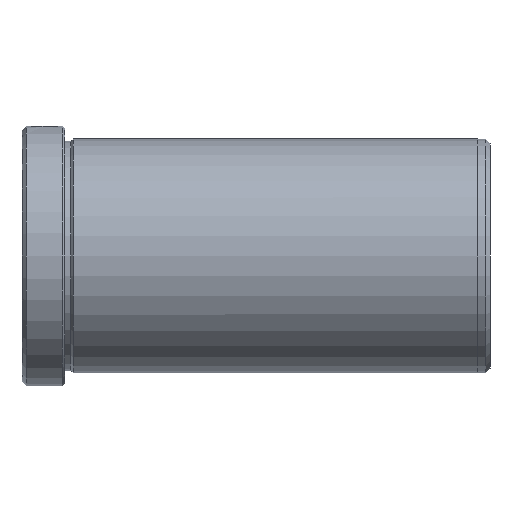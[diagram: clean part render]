
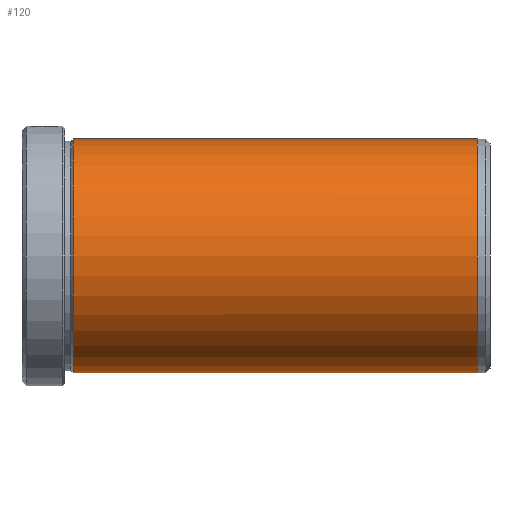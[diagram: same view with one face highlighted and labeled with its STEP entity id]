
A CAD part, left-side view. The second image highlights one B-rep face of the part: STEP entity #120.
In plain terms, the highlighted cylindrical face has radius 27.5 mm (diameter 55 mm), a partial arc.
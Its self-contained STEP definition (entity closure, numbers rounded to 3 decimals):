
#120 = ADVANCED_FACE ( 'NONE', ( #1403 ), #1732, .T. ) ;
#128 = CARTESIAN_POINT ( 'NONE',  ( 0., 0., 0. ) ) ;
#140 = DIRECTION ( 'NONE',  ( 0., 1., 0. ) ) ;
#256 = CARTESIAN_POINT ( 'NONE',  ( 0., -12., 27.5 ) ) ;
#333 = DIRECTION ( 'NONE',  ( 0., 1., 0. ) ) ;
#371 = VERTEX_POINT ( 'NONE', #1636 ) ;
#407 = CIRCLE ( 'NONE', #467, 27.5 ) ;
#411 = VERTEX_POINT ( 'NONE', #256 ) ;
#467 = AXIS2_PLACEMENT_3D ( 'NONE', #618, #1599, #763 ) ;
#475 = EDGE_CURVE ( 'NONE', #371, #411, #1010, .T. ) ;
#555 = AXIS2_PLACEMENT_3D ( 'NONE', #128, #140, #838 ) ;
#560 = AXIS2_PLACEMENT_3D ( 'NONE', #1188, #333, #1329 ) ;
#574 = DIRECTION ( 'NONE',  ( 0., 1., 0. ) ) ;
#618 = CARTESIAN_POINT ( 'NONE',  ( 0., -107., 0. ) ) ;
#672 = CARTESIAN_POINT ( 'NONE',  ( 0., -107., -27.5 ) ) ;
#682 = VECTOR ( 'NONE', #574, 1000. ) ;
#763 = DIRECTION ( 'NONE',  ( 0., 0., -1. ) ) ;
#838 = DIRECTION ( 'NONE',  ( 0., 0., 1. ) ) ;
#874 = VERTEX_POINT ( 'NONE', #672 ) ;
#926 = EDGE_CURVE ( 'NONE', #371, #874, #407, .T. ) ;
#937 = EDGE_CURVE ( 'NONE', #1538, #411, #1487, .T. ) ;
#1010 = LINE ( 'NONE', #1694, #682 ) ;
#1048 = ORIENTED_EDGE ( 'NONE', *, *, #475, .T. ) ;
#1057 = CARTESIAN_POINT ( 'NONE',  ( 0., -12., -27.5 ) ) ;
#1077 = CARTESIAN_POINT ( 'NONE',  ( 0., 0., -27.5 ) ) ;
#1104 = ORIENTED_EDGE ( 'NONE', *, *, #926, .F. ) ;
#1188 = CARTESIAN_POINT ( 'NONE',  ( 0., -12., 0. ) ) ;
#1223 = DIRECTION ( 'NONE',  ( 0., 1., 0. ) ) ;
#1261 = VECTOR ( 'NONE', #1223, 1000. ) ;
#1312 = LINE ( 'NONE', #1077, #1261 ) ;
#1329 = DIRECTION ( 'NONE',  ( 0., 0., 1. ) ) ;
#1403 = FACE_OUTER_BOUND ( 'NONE', #1826, .T. ) ;
#1487 = CIRCLE ( 'NONE', #560, 27.5 ) ;
#1538 = VERTEX_POINT ( 'NONE', #1057 ) ;
#1559 = ORIENTED_EDGE ( 'NONE', *, *, #937, .F. ) ;
#1599 = DIRECTION ( 'NONE',  ( 0., -1., 0. ) ) ;
#1631 = ORIENTED_EDGE ( 'NONE', *, *, #1647, .F. ) ;
#1636 = CARTESIAN_POINT ( 'NONE',  ( 0., -107., 27.5 ) ) ;
#1647 = EDGE_CURVE ( 'NONE', #874, #1538, #1312, .T. ) ;
#1694 = CARTESIAN_POINT ( 'NONE',  ( 0., 0., 27.5 ) ) ;
#1732 = CYLINDRICAL_SURFACE ( 'NONE', #555, 27.5 ) ;
#1826 = EDGE_LOOP ( 'NONE', ( #1631, #1104, #1048, #1559 ) ) ;
